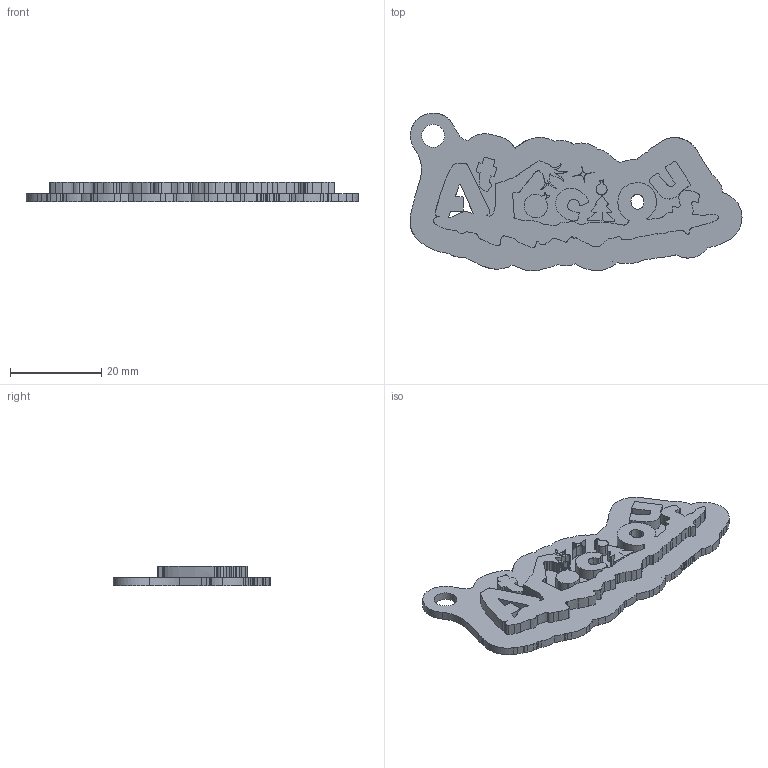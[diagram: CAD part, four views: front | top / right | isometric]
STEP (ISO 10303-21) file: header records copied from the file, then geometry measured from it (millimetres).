
FILE_DESCRIPTION(/* description */ (''),/* implementation_level */ '2;1');
FILE_NAME(/* name */ 'Atrocious_haxmas-day3 (1).step',/* time_stamp */ '2025-12-23T13:19:06-06:00',/* author */ (''),/* organization */ (''),/* preprocessor_version */ 'ST-DEVELOPER v20.1',/* originating_system */ 'Autodesk Translation Framework v14.21.0.0',/* authorisation */ '');
FILE_SCHEMA (('AUTOMOTIVE_DESIGN { 1 0 10303 214 3 1 1 }'));
Length unit declared in the file: millimetre
Products named in the file (1): (Unsaved)
Bounding box: 72.79 x 34.63 x 4.26 mm (x, y, z)
Volume: 4567.8 mm3; surface area: 5036.1 mm2
Topology: 1 solids, 1 shells, 657 faces, 1945 edges, 1295 vertices
Faces by surface type: bspline 447, plane 204, cylinder 6
Full cylindrical faces by diameter (mm): 5 x1, 10 x1
Entity records: 24302 total; most frequent: CARTESIAN_POINT 9684, ORIENTED_EDGE 3894, EDGE_CURVE 1947, DIRECTION 1535, VERTEX_POINT 1295, LINE 1033, VECTOR 1033, B_SPLINE_CURVE_WITH_KNOTS 874
